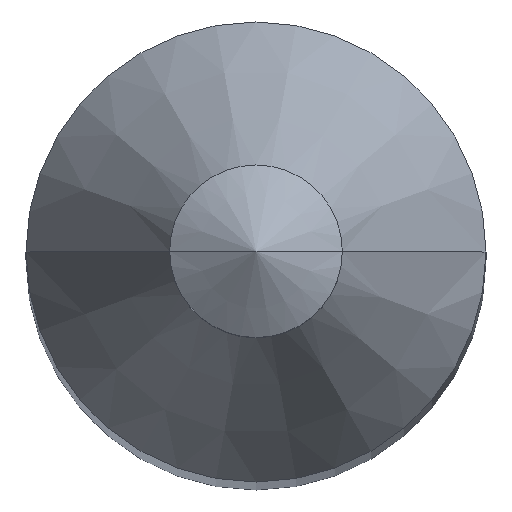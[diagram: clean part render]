
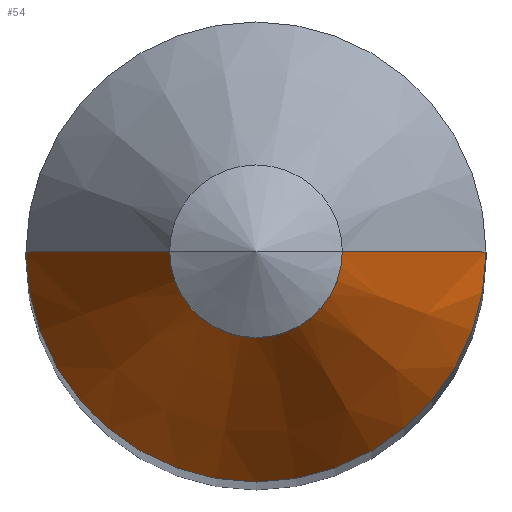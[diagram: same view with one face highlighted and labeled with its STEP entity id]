
A CAD part, top view. The second image highlights one B-rep face of the part: STEP entity #54.
In plain terms, the highlighted conical face has half-angle 30 degrees and reference radius 0.596 mm.
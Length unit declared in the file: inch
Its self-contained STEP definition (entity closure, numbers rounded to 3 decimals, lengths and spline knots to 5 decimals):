
#3 = DIRECTION ( 'NONE',  ( 0., 0., -1. ) ) ;
#14 = EDGE_CURVE ( 'NONE', #249, #340, #161, .T. ) ;
#22 = EDGE_LOOP ( 'NONE', ( #253, #162, #289, #383 ) ) ;
#33 = CARTESIAN_POINT ( 'NONE',  ( 0., 0., 1.43891 ) ) ;
#34 = AXIS2_PLACEMENT_3D ( 'NONE', #199, #3, #121 ) ;
#41 = CIRCLE ( 'NONE', #34, 0.0625 ) ;
#54 = ADVANCED_FACE ( 'NONE', ( #108 ), #252, .T. ) ;
#70 = VECTOR ( 'NONE', #350, 39.37008 ) ;
#99 = VERTEX_POINT ( 'NONE', #231 ) ;
#108 = FACE_OUTER_BOUND ( 'NONE', #22, .T. ) ;
#120 = LINE ( 'NONE', #363, #213 ) ;
#121 = DIRECTION ( 'NONE',  ( -1., 0., 0. ) ) ;
#122 = CARTESIAN_POINT ( 'NONE',  ( 0.0625, 0., 1.37127 ) ) ;
#131 = DIRECTION ( 'NONE',  ( 0., 0., -1. ) ) ;
#161 = LINE ( 'NONE', #393, #70 ) ;
#162 = ORIENTED_EDGE ( 'NONE', *, *, #14, .T. ) ;
#199 = CARTESIAN_POINT ( 'NONE',  ( 0., 0., 1.37127 ) ) ;
#205 = DIRECTION ( 'NONE',  ( 0.5, 0., -0.866 ) ) ;
#212 = DIRECTION ( 'NONE',  ( 0., 0., -1. ) ) ;
#213 = VECTOR ( 'NONE', #205, 39.37008 ) ;
#214 = VERTEX_POINT ( 'NONE', #122 ) ;
#226 = DIRECTION ( 'NONE',  ( 1., 0., 0. ) ) ;
#231 = CARTESIAN_POINT ( 'NONE',  ( 0.02345, 0., 1.43891 ) ) ;
#234 = CARTESIAN_POINT ( 'NONE',  ( -0.02345, 0., 1.43891 ) ) ;
#242 = EDGE_CURVE ( 'NONE', #99, #249, #366, .T. ) ;
#249 = VERTEX_POINT ( 'NONE', #234 ) ;
#252 = CONICAL_SURFACE ( 'NONE', #319, 0.02345, 0.524 ) ;
#253 = ORIENTED_EDGE ( 'NONE', *, *, #242, .T. ) ;
#263 = CARTESIAN_POINT ( 'NONE',  ( -0.0625, 0., 1.37127 ) ) ;
#278 = EDGE_CURVE ( 'NONE', #99, #214, #120, .T. ) ;
#289 = ORIENTED_EDGE ( 'NONE', *, *, #310, .F. ) ;
#310 = EDGE_CURVE ( 'NONE', #214, #340, #41, .T. ) ;
#319 = AXIS2_PLACEMENT_3D ( 'NONE', #354, #131, #226 ) ;
#340 = VERTEX_POINT ( 'NONE', #263 ) ;
#350 = DIRECTION ( 'NONE',  ( -0.5, 0., -0.866 ) ) ;
#354 = CARTESIAN_POINT ( 'NONE',  ( 0., 0., 1.43891 ) ) ;
#358 = AXIS2_PLACEMENT_3D ( 'NONE', #33, #212, #367 ) ;
#363 = CARTESIAN_POINT ( 'NONE',  ( 0.02345, 0., 1.43891 ) ) ;
#366 = CIRCLE ( 'NONE', #358, 0.02345 ) ;
#367 = DIRECTION ( 'NONE',  ( -1., 0., 0. ) ) ;
#383 = ORIENTED_EDGE ( 'NONE', *, *, #278, .F. ) ;
#393 = CARTESIAN_POINT ( 'NONE',  ( -0.02345, 0., 1.43891 ) ) ;
